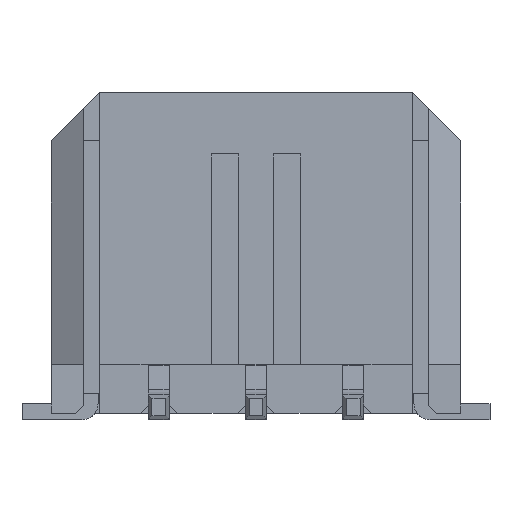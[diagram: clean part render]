
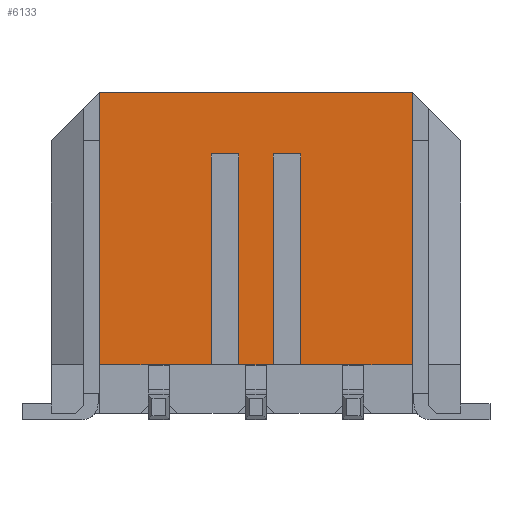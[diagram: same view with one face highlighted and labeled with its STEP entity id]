
A CAD part, top view. The second image highlights one B-rep face of the part: STEP entity #6133.
In plain terms, the highlighted planar face has unit normal (0, 0, 1).
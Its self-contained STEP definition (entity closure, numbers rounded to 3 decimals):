
#938=DIRECTION('',(0.,1.,0.));
#939=VECTOR('',#938,6.5);
#940=CARTESIAN_POINT('',(-0.525,1.5,3.4));
#941=LINE('',#940,#939);
#942=DIRECTION('',(-1.,0.,0.));
#943=VECTOR('',#942,0.85);
#944=CARTESIAN_POINT('',(-0.525,8.,3.4));
#945=LINE('',#944,#943);
#946=DIRECTION('',(0.,-1.,0.));
#947=VECTOR('',#946,6.5);
#948=CARTESIAN_POINT('',(-1.375,8.,3.4));
#949=LINE('',#948,#947);
#950=DIRECTION('',(1.,0.,0.));
#951=VECTOR('',#950,3.45);
#952=CARTESIAN_POINT('',(-4.825,1.5,3.4));
#953=LINE('',#952,#951);
#954=DIRECTION('',(0.,1.,0.));
#955=VECTOR('',#954,8.41);
#956=CARTESIAN_POINT('',(-4.825,1.5,3.4));
#957=LINE('',#956,#955);
#958=DIRECTION('',(-1.,0.,0.));
#959=VECTOR('',#958,9.65);
#960=CARTESIAN_POINT('',(4.825,9.91,3.4));
#961=LINE('',#960,#959);
#962=DIRECTION('',(0.,1.,0.));
#963=VECTOR('',#962,8.41);
#964=CARTESIAN_POINT('',(4.825,1.5,3.4));
#965=LINE('',#964,#963);
#966=DIRECTION('',(1.,0.,0.));
#967=VECTOR('',#966,3.45);
#968=CARTESIAN_POINT('',(1.375,1.5,3.4));
#969=LINE('',#968,#967);
#970=DIRECTION('',(0.,1.,0.));
#971=VECTOR('',#970,6.5);
#972=CARTESIAN_POINT('',(1.375,1.5,3.4));
#973=LINE('',#972,#971);
#974=DIRECTION('',(-1.,0.,0.));
#975=VECTOR('',#974,0.85);
#976=CARTESIAN_POINT('',(1.375,8.,3.4));
#977=LINE('',#976,#975);
#978=DIRECTION('',(0.,-1.,0.));
#979=VECTOR('',#978,6.5);
#980=CARTESIAN_POINT('',(0.525,8.,3.4));
#981=LINE('',#980,#979);
#982=DIRECTION('',(1.,0.,0.));
#983=VECTOR('',#982,1.05);
#984=CARTESIAN_POINT('',(-0.525,1.5,3.4));
#985=LINE('',#984,#983);
#3728=CARTESIAN_POINT('',(4.825,9.91,3.4));
#3729=VERTEX_POINT('',#3728);
#3746=CARTESIAN_POINT('',(4.825,1.5,3.4));
#3747=VERTEX_POINT('',#3746);
#3752=CARTESIAN_POINT('',(-4.825,1.5,3.4));
#3753=VERTEX_POINT('',#3752);
#3754=CARTESIAN_POINT('',(-4.825,9.91,3.4));
#3755=VERTEX_POINT('',#3754);
#3968=CARTESIAN_POINT('',(-0.525,1.5,3.4));
#3969=CARTESIAN_POINT('',(-0.525,8.,3.4));
#3970=VERTEX_POINT('',#3968);
#3971=VERTEX_POINT('',#3969);
#3972=CARTESIAN_POINT('',(-1.375,8.,3.4));
#3973=VERTEX_POINT('',#3972);
#3974=CARTESIAN_POINT('',(-1.375,1.5,3.4));
#3975=VERTEX_POINT('',#3974);
#3976=CARTESIAN_POINT('',(1.375,1.5,3.4));
#3977=CARTESIAN_POINT('',(1.375,8.,3.4));
#3978=VERTEX_POINT('',#3976);
#3979=VERTEX_POINT('',#3977);
#3980=CARTESIAN_POINT('',(0.525,8.,3.4));
#3981=VERTEX_POINT('',#3980);
#3982=CARTESIAN_POINT('',(0.525,1.5,3.4));
#3983=VERTEX_POINT('',#3982);
#6106=CARTESIAN_POINT('',(0.,0.,3.4));
#6107=DIRECTION('',(0.,0.,1.));
#6108=DIRECTION('',(1.,0.,0.));
#6109=AXIS2_PLACEMENT_3D('',#6106,#6107,#6108);
#6110=PLANE('',#6109);
#6112=ORIENTED_EDGE('',*,*,#6111,.T.);
#6114=ORIENTED_EDGE('',*,*,#6113,.T.);
#6116=ORIENTED_EDGE('',*,*,#6115,.T.);
#6117=ORIENTED_EDGE('',*,*,#6065,.F.);
#6118=ORIENTED_EDGE('',*,*,#5652,.T.);
#6120=ORIENTED_EDGE('',*,*,#6119,.F.);
#6122=ORIENTED_EDGE('',*,*,#6121,.F.);
#6123=ORIENTED_EDGE('',*,*,#6042,.F.);
#6125=ORIENTED_EDGE('',*,*,#6124,.T.);
#6127=ORIENTED_EDGE('',*,*,#6126,.T.);
#6129=ORIENTED_EDGE('',*,*,#6128,.T.);
#6130=ORIENTED_EDGE('',*,*,#6034,.F.);
#6131=EDGE_LOOP('',(#6112,#6114,#6116,#6117,#6118,#6120,#6122,#6123,#6125,#6127,
#6129,#6130));
#6132=FACE_OUTER_BOUND('',#6131,.F.);
#5652=EDGE_CURVE('',#3753,#3755,#957,.T.);
#6034=EDGE_CURVE('',#3970,#3983,#985,.T.);
#6042=EDGE_CURVE('',#3978,#3747,#969,.T.);
#6065=EDGE_CURVE('',#3753,#3975,#953,.T.);
#6111=EDGE_CURVE('',#3970,#3971,#941,.T.);
#6113=EDGE_CURVE('',#3971,#3973,#945,.T.);
#6115=EDGE_CURVE('',#3973,#3975,#949,.T.);
#6119=EDGE_CURVE('',#3729,#3755,#961,.T.);
#6121=EDGE_CURVE('',#3747,#3729,#965,.T.);
#6124=EDGE_CURVE('',#3978,#3979,#973,.T.);
#6126=EDGE_CURVE('',#3979,#3981,#977,.T.);
#6128=EDGE_CURVE('',#3981,#3983,#981,.T.);
#6133=ADVANCED_FACE('',(#6132),#6110,.T.);
